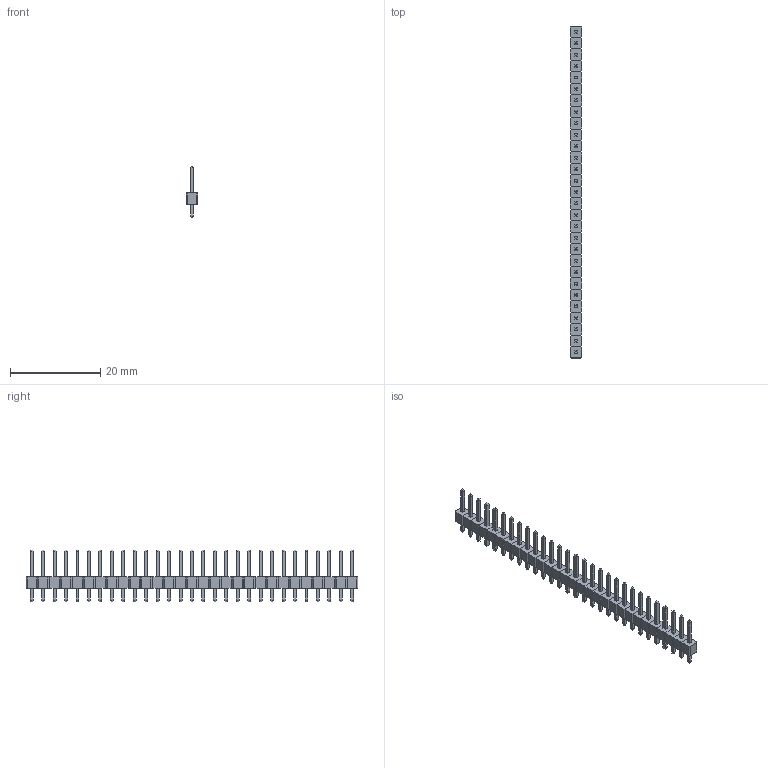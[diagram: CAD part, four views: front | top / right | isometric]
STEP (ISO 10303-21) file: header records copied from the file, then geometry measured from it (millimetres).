
FILE_DESCRIPTION (( 'STEP AP214' ), '1' );
FILE_NAME ('29x1_Pin_Header_2.54mm.STEP', '2022-08-24T06:23:07', ( '' ), ( '' ), 'SwSTEP 2.0', 'SolidWorks 2022', '' );
FILE_SCHEMA (( 'AUTOMOTIVE_DESIGN' ));
Length unit declared in the file: millimetre
Products named in the file (2): 1x1_Pin_Header_2.54mm; 29x1_Pin_Header_2.54mm
Assembly tree (29 placements, depth 2):
  29x1_Pin_Header_2.54mm
    1x1_Pin_Header_2.54mm  x29
Bounding box: 2.54 x 73.66 x 11.5 mm (x, y, z)
Volume: 572.5 mm3; surface area: 1722 mm2
Topology: 29 solids, 29 shells, 812 faces, 1856 edges, 1160 vertices
Faces by surface type: plane 812
Entity records: 1362 total; most frequent: DIRECTION 184, CARTESIAN_POINT 164, ORIENTED_EDGE 128, VECTOR 64, EDGE_CURVE 64, LINE 64, AXIS2_PLACEMENT_3D 60, VERTEX_POINT 40
